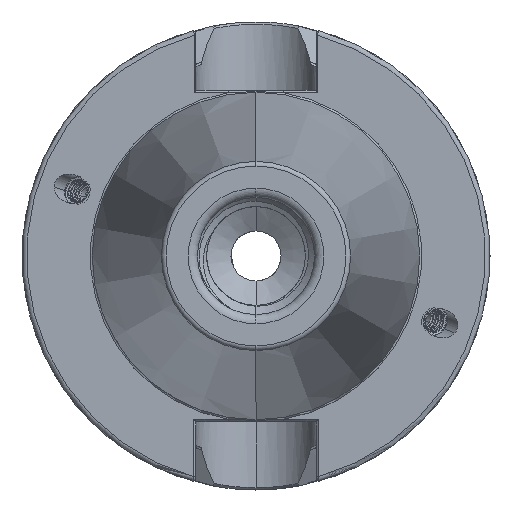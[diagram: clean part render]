
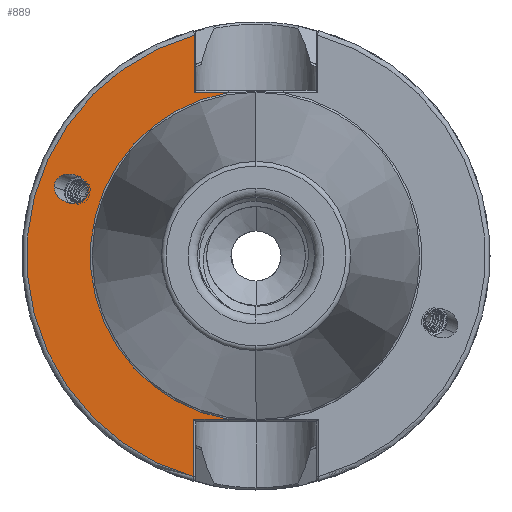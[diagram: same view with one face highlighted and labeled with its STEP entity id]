
A CAD part, left-side view. The second image highlights one B-rep face of the part: STEP entity #889.
In plain terms, the highlighted planar face has unit normal (-1, 0, 0).
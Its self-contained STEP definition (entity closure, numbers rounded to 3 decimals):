
#240 = ORIENTED_EDGE ( 'NONE', *, *, #9187, .T. ) ;
#253 = ORIENTED_EDGE ( 'NONE', *, *, #9039, .T. ) ;
#256 = ORIENTED_EDGE ( 'NONE', *, *, #8983, .T. ) ;
#257 = ORIENTED_EDGE ( 'NONE', *, *, #9156, .T. ) ;
#889 = ADVANCED_FACE ( 'NONE', ( #23668, #23686 ), #15059, .F. ) ;
#1268 = CARTESIAN_POINT ( 'NONE',  ( 0., 35.968, 13.091 ) ) ;
#1276 = CARTESIAN_POINT ( 'NONE',  ( 0., 35.816, 13.963 ) ) ;
#1282 = CARTESIAN_POINT ( 'NONE',  ( 0., 35.867, 13.369 ) ) ;
#1302 = CARTESIAN_POINT ( 'NONE',  ( 0., 35.816, 13.662 ) ) ;
#2081 = CARTESIAN_POINT ( 'NONE',  ( 0., 13.194, 34.9 ) ) ;
#2084 = CARTESIAN_POINT ( 'NONE',  ( 0., 13.279, -47.166 ) ) ;
#2349 = CARTESIAN_POINT ( 'NONE',  ( 0., 43.118, 14.766 ) ) ;
#2361 = CARTESIAN_POINT ( 'NONE',  ( 0., 43.118, 20.987 ) ) ;
#2371 = CARTESIAN_POINT ( 'NONE',  ( 0., 35.816, 13.963 ) ) ;
#2382 = CARTESIAN_POINT ( 'NONE',  ( 0., 35.816, 20.184 ) ) ;
#2452 =( BOUNDED_CURVE ( )  B_SPLINE_CURVE ( 3, ( #17022, #17036, #17033, #17012 ),
 .UNSPECIFIED., .F., .F. ) 
 B_SPLINE_CURVE_WITH_KNOTS ( ( 4, 4 ),
 ( 0., 2.852 ),
 .UNSPECIFIED. ) 
 CURVE ( )  GEOMETRIC_REPRESENTATION_ITEM ( )  RATIONAL_B_SPLINE_CURVE ( ( 1., 0.43, 0.43, 1. ) ) 
 REPRESENTATION_ITEM ( '' )  );
#3546 = VERTEX_POINT ( 'NONE', #7522 ) ;
#3556 = VERTEX_POINT ( 'NONE', #7521 ) ;
#3569 = VERTEX_POINT ( 'NONE', #8022 ) ;
#3581 = VERTEX_POINT ( 'NONE', #7082 ) ;
#3594 = VERTEX_POINT ( 'NONE', #2084 ) ;
#3595 = VERTEX_POINT ( 'NONE', #2081 ) ;
#5325 = ORIENTED_EDGE ( 'NONE', *, *, #9175, .F. ) ;
#5327 = ORIENTED_EDGE ( 'NONE', *, *, #9265, .T. ) ;
#5371 = ORIENTED_EDGE ( 'NONE', *, *, #9271, .T. ) ;
#5381 = ORIENTED_EDGE ( 'NONE', *, *, #9155, .T. ) ;
#5383 = ORIENTED_EDGE ( 'NONE', *, *, #9149, .T. ) ;
#7082 = CARTESIAN_POINT ( 'NONE',  ( 0., 5.916, 34.9 ) ) ;
#7521 = CARTESIAN_POINT ( 'NONE',  ( 0., 5.916, -34.9 ) ) ;
#7522 = CARTESIAN_POINT ( 'NONE',  ( 0., 13.194, 47.19 ) ) ;
#8022 = CARTESIAN_POINT ( 'NONE',  ( 0., 13.279, -34.9 ) ) ;
#8983 = EDGE_CURVE ( 'NONE', #10223, #10184, #19827, .T. ) ;
#9039 = EDGE_CURVE ( 'NONE', #10184, #10202, #19836, .T. ) ;
#9149 = EDGE_CURVE ( 'NONE', #3594, #3569, #22753, .T. ) ;
#9155 = EDGE_CURVE ( 'NONE', #3581, #3595, #22768, .T. ) ;
#9156 = EDGE_CURVE ( 'NONE', #3595, #3546, #22763, .T. ) ;
#9175 = EDGE_CURVE ( 'NONE', #3581, #3556, #22786, .T. ) ;
#9187 = EDGE_CURVE ( 'NONE', #3569, #3556, #22951, .T. ) ;
#9265 = EDGE_CURVE ( 'NONE', #3546, #3594, #22991, .T. ) ;
#9271 = EDGE_CURVE ( 'NONE', #10202, #10223, #2452, .T. ) ;
#10184 = VERTEX_POINT ( 'NONE', #23948 ) ;
#10202 = VERTEX_POINT ( 'NONE', #23897 ) ;
#10223 = VERTEX_POINT ( 'NONE', #24074 ) ;
#13604 = AXIS2_PLACEMENT_3D ( 'NONE', #15074, #15082, #15050 ) ;
#13859 = AXIS2_PLACEMENT_3D ( 'NONE', #17346, #17330, #17312 ) ;
#15050 = DIRECTION ( 'NONE',  ( 0., 0., -1. ) ) ;
#15059 = PLANE ( 'NONE',  #13604 ) ;
#15074 = CARTESIAN_POINT ( 'NONE',  ( 0., 35.398, 0. ) ) ;
#15082 = DIRECTION ( 'NONE',  ( 1., 0., 0. ) ) ;
#16978 = CARTESIAN_POINT ( 'NONE',  ( 0., 0., 0. ) ) ;
#16986 = DIRECTION ( 'NONE',  ( 0., 0., 1. ) ) ;
#16992 = DIRECTION ( 'NONE',  ( -1., 0., 0. ) ) ;
#17012 = CARTESIAN_POINT ( 'NONE',  ( 0., 43.118, 14.766 ) ) ;
#17022 = CARTESIAN_POINT ( 'NONE',  ( 0., 35.968, 13.091 ) ) ;
#17033 = CARTESIAN_POINT ( 'NONE',  ( 0., 43.118, 9.99 ) ) ;
#17036 = CARTESIAN_POINT ( 'NONE',  ( 0., 37.57, 8.69 ) ) ;
#17170 = DIRECTION ( 'NONE',  ( 0., 0., 1. ) ) ;
#17174 = CARTESIAN_POINT ( 'NONE',  ( 0., 13.279, 0. ) ) ;
#17224 = DIRECTION ( 'NONE',  ( 0., 0., 1. ) ) ;
#17225 = CARTESIAN_POINT ( 'NONE',  ( 0., 12.85, 34.9 ) ) ;
#17226 = CARTESIAN_POINT ( 'NONE',  ( 0., 13.194, 47.285 ) ) ;
#17234 = DIRECTION ( 'NONE',  ( 0., 1., 0. ) ) ;
#17312 = DIRECTION ( 'NONE',  ( 0., 0., 1. ) ) ;
#17330 = DIRECTION ( 'NONE',  ( -1., 0., 0. ) ) ;
#17346 = CARTESIAN_POINT ( 'NONE',  ( 0., 0., 0. ) ) ;
#17395 = DIRECTION ( 'NONE',  ( 0., -1., 0. ) ) ;
#17400 = CARTESIAN_POINT ( 'NONE',  ( 0., 35.398, -34.9 ) ) ;
#17997 = AXIS2_PLACEMENT_3D ( 'NONE', #16978, #16992, #16986 ) ;
#19827 =( BOUNDED_CURVE ( )  B_SPLINE_CURVE ( 3, ( #2349, #2361, #2382, #2371 ),
 .UNSPECIFIED., .F., .F. ) 
 B_SPLINE_CURVE_WITH_KNOTS ( ( 4, 4 ),
 ( 2.852, 5.993 ),
 .UNSPECIFIED. ) 
 CURVE ( )  GEOMETRIC_REPRESENTATION_ITEM ( )  RATIONAL_B_SPLINE_CURVE ( ( 1., 0.333, 0.333, 1. ) ) 
 REPRESENTATION_ITEM ( '' )  );
#19836 =( BOUNDED_CURVE ( )  B_SPLINE_CURVE ( 3, ( #1276, #1302, #1282, #1268 ),
 .UNSPECIFIED., .F., .F. ) 
 B_SPLINE_CURVE_WITH_KNOTS ( ( 4, 4 ),
 ( 5.993, 6.283 ),
 .UNSPECIFIED. ) 
 CURVE ( )  GEOMETRIC_REPRESENTATION_ITEM ( )  RATIONAL_B_SPLINE_CURVE ( ( 1., 0.993, 0.993, 1. ) ) 
 REPRESENTATION_ITEM ( '' )  );
#22753 = LINE ( 'NONE', #17174, #22849 ) ;
#22763 = LINE ( 'NONE', #17226, #22847 ) ;
#22768 = LINE ( 'NONE', #17225, #22822 ) ;
#22786 = CIRCLE ( 'NONE', #13859, 35.398 ) ;
#22822 = VECTOR ( 'NONE', #17234, 1000. ) ;
#22847 = VECTOR ( 'NONE', #17224, 1000. ) ;
#22849 = VECTOR ( 'NONE', #17170, 1000. ) ;
#22900 = VECTOR ( 'NONE', #17395, 1000. ) ;
#22951 = LINE ( 'NONE', #17400, #22900 ) ;
#22991 = CIRCLE ( 'NONE', #17997, 49. ) ;
#23668 = FACE_BOUND ( 'NONE', #24976, .T. ) ;
#23686 = FACE_OUTER_BOUND ( 'NONE', #24985, .T. ) ;
#23897 = CARTESIAN_POINT ( 'NONE',  ( 0., 35.968, 13.091 ) ) ;
#23948 = CARTESIAN_POINT ( 'NONE',  ( 0., 35.816, 13.963 ) ) ;
#24074 = CARTESIAN_POINT ( 'NONE',  ( 0., 43.118, 14.766 ) ) ;
#24976 = EDGE_LOOP ( 'NONE', ( #5371, #256, #253 ) ) ;
#24985 = EDGE_LOOP ( 'NONE', ( #5327, #5383, #240, #5325, #5381, #257 ) ) ;
